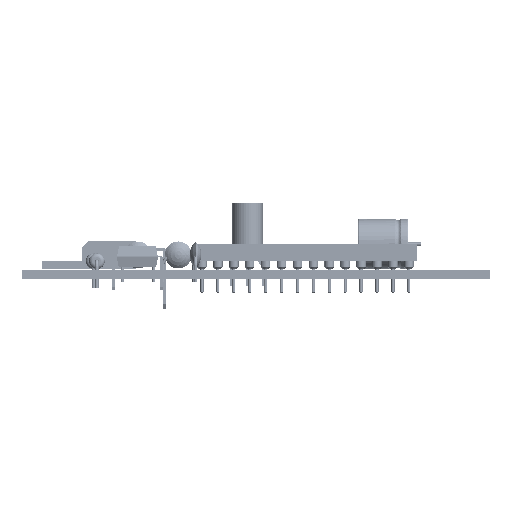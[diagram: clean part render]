
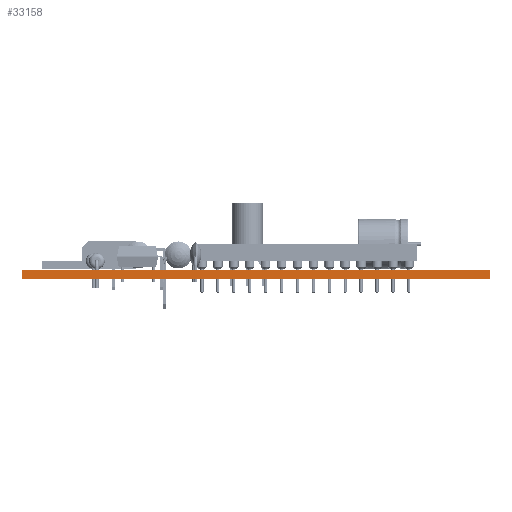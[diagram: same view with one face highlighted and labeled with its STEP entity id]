
A CAD part, front view. The second image highlights one B-rep face of the part: STEP entity #33158.
In plain terms, the highlighted planar face has unit normal (0, -1, 0).
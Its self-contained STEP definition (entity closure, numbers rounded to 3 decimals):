
#33158 = ADVANCED_FACE('',(#33159),#33193,.T.);
#33159 = FACE_BOUND('',#33160,.T.);
#33160 = EDGE_LOOP('',(#33161,#33171,#33179,#33187));
#33161 = ORIENTED_EDGE('',*,*,#33162,.T.);
#33162 = EDGE_CURVE('',#33163,#33165,#33167,.T.);
#33163 = VERTEX_POINT('',#33164);
#33164 = CARTESIAN_POINT('',(243.84,-142.24,0.));
#33165 = VERTEX_POINT('',#33166);
#33166 = CARTESIAN_POINT('',(243.84,-142.24,1.51));
#33167 = LINE('',#33168,#33169);
#33168 = CARTESIAN_POINT('',(243.84,-142.24,0.));
#33169 = VECTOR('',#33170,1.);
#33170 = DIRECTION('',(0.,0.,1.));
#33171 = ORIENTED_EDGE('',*,*,#33172,.T.);
#33172 = EDGE_CURVE('',#33165,#33173,#33175,.T.);
#33173 = VERTEX_POINT('',#33174);
#33174 = CARTESIAN_POINT('',(169.164,-142.24,1.51));
#33175 = LINE('',#33176,#33177);
#33176 = CARTESIAN_POINT('',(243.84,-142.24,1.51));
#33177 = VECTOR('',#33178,1.);
#33178 = DIRECTION('',(-1.,0.,0.));
#33179 = ORIENTED_EDGE('',*,*,#33180,.F.);
#33180 = EDGE_CURVE('',#33181,#33173,#33183,.T.);
#33181 = VERTEX_POINT('',#33182);
#33182 = CARTESIAN_POINT('',(169.164,-142.24,0.));
#33183 = LINE('',#33184,#33185);
#33184 = CARTESIAN_POINT('',(169.164,-142.24,0.));
#33185 = VECTOR('',#33186,1.);
#33186 = DIRECTION('',(0.,0.,1.));
#33187 = ORIENTED_EDGE('',*,*,#33188,.F.);
#33188 = EDGE_CURVE('',#33163,#33181,#33189,.T.);
#33189 = LINE('',#33190,#33191);
#33190 = CARTESIAN_POINT('',(243.84,-142.24,0.));
#33191 = VECTOR('',#33192,1.);
#33192 = DIRECTION('',(-1.,0.,0.));
#33193 = PLANE('',#33194);
#33194 = AXIS2_PLACEMENT_3D('',#33195,#33196,#33197);
#33195 = CARTESIAN_POINT('',(243.84,-142.24,0.));
#33196 = DIRECTION('',(0.,-1.,0.));
#33197 = DIRECTION('',(-1.,0.,0.));
